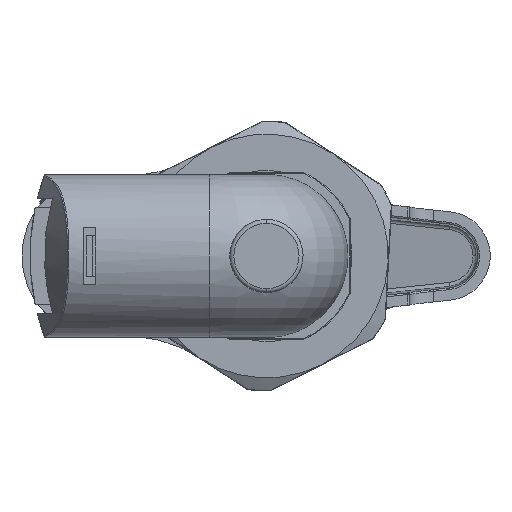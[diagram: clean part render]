
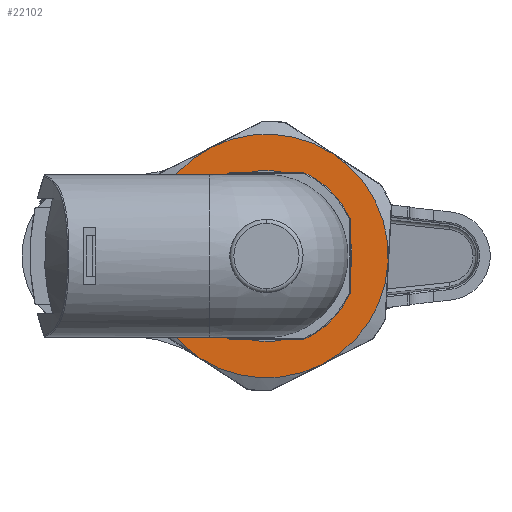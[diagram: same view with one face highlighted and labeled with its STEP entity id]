
A CAD part, front view. The second image highlights one B-rep face of the part: STEP entity #22102.
In plain terms, the highlighted face is planar.
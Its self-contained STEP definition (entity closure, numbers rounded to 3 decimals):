
#21834 = VERTEX_POINT ( 'NONE', #34324 ) ;
#21838 = EDGE_CURVE ( 'NONE', #21834, #21840, #34317, .T. ) ;
#21840 = VERTEX_POINT ( 'NONE', #34311 ) ;
#21909 = VERTEX_POINT ( 'NONE', #34617 ) ;
#21934 = VERTEX_POINT ( 'NONE', #34809 ) ;
#21960 = VERTEX_POINT ( 'NONE', #34850 ) ;
#22000 = VERTEX_POINT ( 'NONE', #34947 ) ;
#22016 = VERTEX_POINT ( 'NONE', #34993 ) ;
#22038 = VERTEX_POINT ( 'NONE', #35158 ) ;
#22071 = EDGE_CURVE ( 'NONE', #21909, #22038, #35277, .T. ) ;
#22073 = ORIENTED_EDGE ( 'NONE', *, *, #22075, .T. ) ;
#22075 = EDGE_CURVE ( 'NONE', #22038, #22016, #35267, .T. ) ;
#22077 = ORIENTED_EDGE ( 'NONE', *, *, #22078, .T. ) ;
#22078 = EDGE_CURVE ( 'NONE', #22016, #22000, #35256, .T. ) ;
#22080 = ORIENTED_EDGE ( 'NONE', *, *, #22082, .T. ) ;
#22082 = EDGE_CURVE ( 'NONE', #22000, #21960, #35247, .T. ) ;
#22085 = ORIENTED_EDGE ( 'NONE', *, *, #22087, .T. ) ;
#22087 = EDGE_CURVE ( 'NONE', #21960, #21934, #35360, .T. ) ;
#22088 = ORIENTED_EDGE ( 'NONE', *, *, #22089, .T. ) ;
#22089 = EDGE_CURVE ( 'NONE', #21934, #21909, #35350, .T. ) ;
#22102 = ADVANCED_FACE ( 'NONE', ( #35421, #35414 ), #35413, .T. ) ;
#22105 = EDGE_LOOP ( 'NONE', ( #22106, #22111 ) ) ;
#22106 = ORIENTED_EDGE ( 'NONE', *, *, #22108, .F. ) ;
#22108 = EDGE_CURVE ( 'NONE', #21840, #21834, #35393, .T. ) ;
#22111 = ORIENTED_EDGE ( 'NONE', *, *, #21838, .F. ) ;
#22113 = EDGE_LOOP ( 'NONE', ( #22115, #22073, #22077, #22080, #22085, #22088 ) ) ;
#22115 = ORIENTED_EDGE ( 'NONE', *, *, #22071, .T. ) ;
#34311 = CARTESIAN_POINT ( 'NONE',  ( 0., 6., 10.5 ) ) ;
#34313 = DIRECTION ( 'NONE',  ( 0., 0., 1. ) ) ;
#34314 = DIRECTION ( 'NONE',  ( 0., 1., 0. ) ) ;
#34315 = CARTESIAN_POINT ( 'NONE',  ( 0., 6., 0. ) ) ;
#34316 = AXIS2_PLACEMENT_3D ( 'NONE', #34315, #34314, #34313 ) ;
#34317 = CIRCLE ( 'NONE', #34316, 10.5 ) ;
#34324 = CARTESIAN_POINT ( 'NONE',  ( 0., 6., -10.5 ) ) ;
#34617 = CARTESIAN_POINT ( 'NONE',  ( -12.945, 6., 7.474 ) ) ;
#34809 = CARTESIAN_POINT ( 'NONE',  ( -12.945, 6., -7.474 ) ) ;
#34850 = CARTESIAN_POINT ( 'NONE',  ( 0., 6., -14.948 ) ) ;
#34947 = CARTESIAN_POINT ( 'NONE',  ( 12.945, 6., -7.474 ) ) ;
#34993 = CARTESIAN_POINT ( 'NONE',  ( 12.945, 6., 7.474 ) ) ;
#35158 = CARTESIAN_POINT ( 'NONE',  ( 0., 6., 14.948 ) ) ;
#35239 = DIRECTION ( 'NONE',  ( 0., 0., 1. ) ) ;
#35241 = DIRECTION ( 'NONE',  ( 0., 1., 0. ) ) ;
#35243 = CARTESIAN_POINT ( 'NONE',  ( 0., 6., 0. ) ) ;
#35245 = AXIS2_PLACEMENT_3D ( 'NONE', #35243, #35241, #35239 ) ;
#35247 = CIRCLE ( 'NONE', #35245, 14.948 ) ;
#35249 = DIRECTION ( 'NONE',  ( 0., 0., 1. ) ) ;
#35250 = DIRECTION ( 'NONE',  ( 0., 1., 0. ) ) ;
#35252 = CARTESIAN_POINT ( 'NONE',  ( 0., 6., 0. ) ) ;
#35253 = AXIS2_PLACEMENT_3D ( 'NONE', #35252, #35250, #35249 ) ;
#35256 = CIRCLE ( 'NONE', #35253, 14.948 ) ;
#35258 = DIRECTION ( 'NONE',  ( 0., 0., 1. ) ) ;
#35260 = DIRECTION ( 'NONE',  ( 0., 1., 0. ) ) ;
#35263 = CARTESIAN_POINT ( 'NONE',  ( 0., 6., 0. ) ) ;
#35265 = AXIS2_PLACEMENT_3D ( 'NONE', #35263, #35260, #35258 ) ;
#35267 = CIRCLE ( 'NONE', #35265, 14.948 ) ;
#35271 = DIRECTION ( 'NONE',  ( 0., 0., 1. ) ) ;
#35273 = DIRECTION ( 'NONE',  ( 0., 1., 0. ) ) ;
#35275 = CARTESIAN_POINT ( 'NONE',  ( 0., 6., 0. ) ) ;
#35276 = AXIS2_PLACEMENT_3D ( 'NONE', #35275, #35273, #35271 ) ;
#35277 = CIRCLE ( 'NONE', #35276, 14.948 ) ;
#35342 = DIRECTION ( 'NONE',  ( 0., 0., 1. ) ) ;
#35344 = DIRECTION ( 'NONE',  ( 0., 1., 0. ) ) ;
#35346 = CARTESIAN_POINT ( 'NONE',  ( 0., 6., 0. ) ) ;
#35347 = AXIS2_PLACEMENT_3D ( 'NONE', #35346, #35344, #35342 ) ;
#35350 = CIRCLE ( 'NONE', #35347, 14.948 ) ;
#35354 = DIRECTION ( 'NONE',  ( 0., 0., 1. ) ) ;
#35355 = DIRECTION ( 'NONE',  ( 0., 1., 0. ) ) ;
#35357 = CARTESIAN_POINT ( 'NONE',  ( 0., 6., 0. ) ) ;
#35358 = AXIS2_PLACEMENT_3D ( 'NONE', #35357, #35355, #35354 ) ;
#35360 = CIRCLE ( 'NONE', #35358, 14.948 ) ;
#35380 = DIRECTION ( 'NONE',  ( 0., 0., 1. ) ) ;
#35382 = DIRECTION ( 'NONE',  ( 0., 1., 0. ) ) ;
#35384 = CARTESIAN_POINT ( 'NONE',  ( 0., 6., 0. ) ) ;
#35385 = AXIS2_PLACEMENT_3D ( 'NONE', #35384, #35382, #35380 ) ;
#35389 = DIRECTION ( 'NONE',  ( 0., 0., 1. ) ) ;
#35390 = DIRECTION ( 'NONE',  ( 0., 1., 0. ) ) ;
#35391 = AXIS2_PLACEMENT_3D ( 'NONE', #35412, #35390, #35389 ) ;
#35393 = CIRCLE ( 'NONE', #35385, 10.5 ) ;
#35412 = CARTESIAN_POINT ( 'NONE',  ( -8.66, 6., -15. ) ) ;
#35413 = PLANE ( 'NONE',  #35391 ) ;
#35414 = FACE_OUTER_BOUND ( 'NONE', #22113, .T. ) ;
#35421 = FACE_BOUND ( 'NONE', #22105, .T. ) ;
